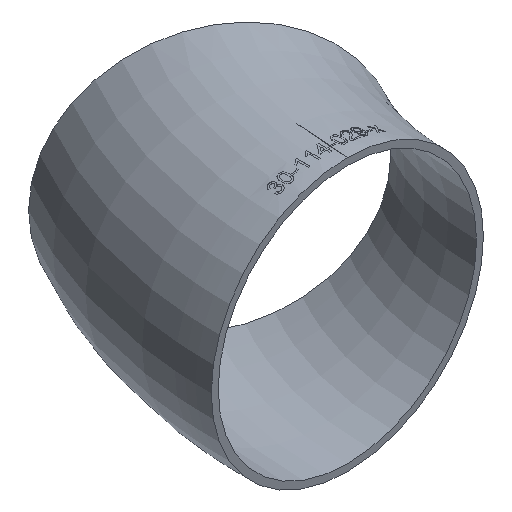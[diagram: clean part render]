
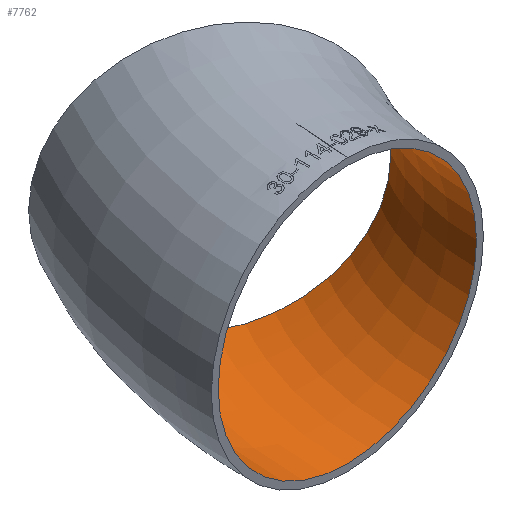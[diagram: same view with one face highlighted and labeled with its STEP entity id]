
A CAD part, isometric view. The second image highlights one B-rep face of the part: STEP entity #7762.
In plain terms, the highlighted toroidal (fillet/blend) face has major radius 152.5 mm and minor radius 54.25 mm.
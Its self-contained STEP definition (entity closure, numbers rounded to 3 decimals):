
#237 = FACE_OUTER_BOUND ( 'NONE', #17484, .T. ) ;
#441 = DIRECTION ( 'NONE',  ( -1., 0., 0. ) ) ;
#808 = CARTESIAN_POINT ( 'NONE',  ( -132.069, 76.25, 0. ) ) ;
#1358 = AXIS2_PLACEMENT_3D ( 'NONE', #808, #10136, #8796 ) ;
#1770 = EDGE_CURVE ( 'NONE', #9249, #9249, #18190, .T. ) ;
#3233 = AXIS2_PLACEMENT_3D ( 'NONE', #4753, #6501, #441 ) ;
#4650 = VERTEX_POINT ( 'NONE', #10907 ) ;
#4753 = CARTESIAN_POINT ( 'NONE',  ( 0., 0., 0. ) ) ;
#6287 = FACE_OUTER_BOUND ( 'NONE', #8268, .T. ) ;
#6501 = DIRECTION ( 'NONE',  ( 0., 0., -1. ) ) ;
#7762 = ADVANCED_FACE ( 'NONE', ( #237, #6287 ), #16986, .F. ) ;
#8066 = ORIENTED_EDGE ( 'NONE', *, *, #1770, .F. ) ;
#8268 = EDGE_LOOP ( 'NONE', ( #8066 ) ) ;
#8796 = DIRECTION ( 'NONE',  ( -0.866, 0.5, 0. ) ) ;
#9249 = VERTEX_POINT ( 'NONE', #15522 ) ;
#10136 = DIRECTION ( 'NONE',  ( 0.5, 0.866, 0. ) ) ;
#10907 = CARTESIAN_POINT ( 'NONE',  ( -179.051, 103.375, 0. ) ) ;
#13959 = CARTESIAN_POINT ( 'NONE',  ( -152.5, 0., 0. ) ) ;
#15522 = CARTESIAN_POINT ( 'NONE',  ( -152.5, 0., 54.25 ) ) ;
#16433 = CIRCLE ( 'NONE', #1358, 54.25 ) ;
#16957 = EDGE_CURVE ( 'NONE', #4650, #4650, #16433, .T. ) ;
#16986 = TOROIDAL_SURFACE ( 'NONE', #3233, 152.5, 54.25 ) ;
#17157 = DIRECTION ( 'NONE',  ( 0., 1., 0. ) ) ;
#17484 = EDGE_LOOP ( 'NONE', ( #19523 ) ) ;
#18190 = CIRCLE ( 'NONE', #19833, 54.25 ) ;
#18694 = DIRECTION ( 'NONE',  ( 0., 0., 1. ) ) ;
#19523 = ORIENTED_EDGE ( 'NONE', *, *, #16957, .T. ) ;
#19833 = AXIS2_PLACEMENT_3D ( 'NONE', #13959, #17157, #18694 ) ;
